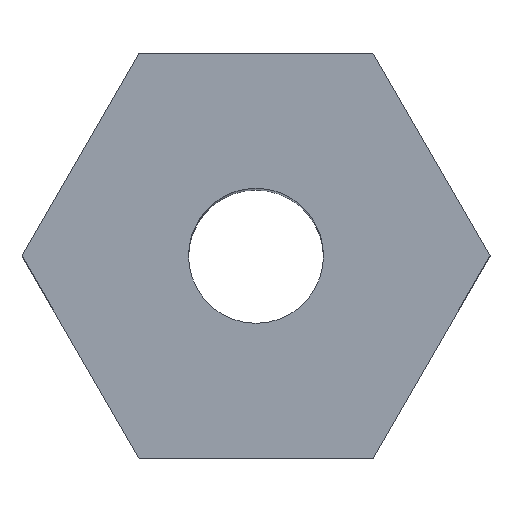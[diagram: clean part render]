
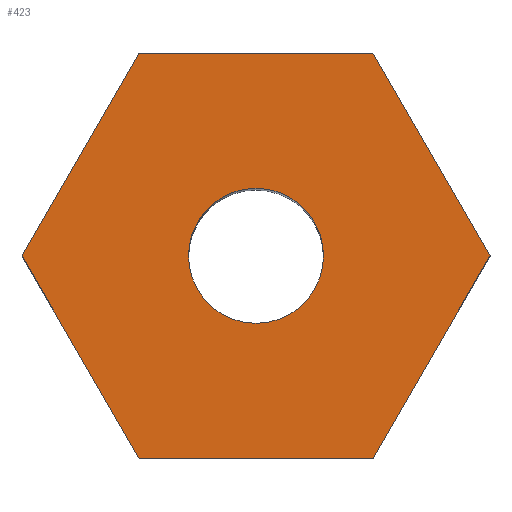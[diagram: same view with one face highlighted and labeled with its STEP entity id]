
A CAD part, top view. The second image highlights one B-rep face of the part: STEP entity #423.
In plain terms, the highlighted planar face has unit normal (0, 0, 1).
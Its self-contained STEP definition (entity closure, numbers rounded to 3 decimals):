
#19 = EDGE_LOOP ( 'NONE', ( #612, #173 ) ) ;
#22 = DIRECTION ( 'NONE',  ( -1., 0., 0. ) ) ;
#25 = VERTEX_POINT ( 'NONE', #540 ) ;
#27 = CIRCLE ( 'NONE', #108, 2. ) ;
#32 = VERTEX_POINT ( 'NONE', #104 ) ;
#38 = EDGE_CURVE ( 'NONE', #355, #433, #41, .T. ) ;
#41 = LINE ( 'NONE', #488, #491 ) ;
#57 = CIRCLE ( 'NONE', #254, 2. ) ;
#75 = DIRECTION ( 'NONE',  ( 0., 0., -1. ) ) ;
#87 = DIRECTION ( 'NONE',  ( -1., 0., 0. ) ) ;
#104 = CARTESIAN_POINT ( 'NONE',  ( 6.928, 0., 6. ) ) ;
#105 = VERTEX_POINT ( 'NONE', #193 ) ;
#106 = CARTESIAN_POINT ( 'NONE',  ( -3.464, 6., 6. ) ) ;
#108 = AXIS2_PLACEMENT_3D ( 'NONE', #376, #75, #236 ) ;
#120 = CARTESIAN_POINT ( 'NONE',  ( 0., 0., 6. ) ) ;
#133 = CARTESIAN_POINT ( 'NONE',  ( -2., 0., 6. ) ) ;
#138 = LINE ( 'NONE', #199, #374 ) ;
#156 = LINE ( 'NONE', #458, #285 ) ;
#173 = ORIENTED_EDGE ( 'NONE', *, *, #198, .T. ) ;
#193 = CARTESIAN_POINT ( 'NONE',  ( 3.464, 6., 6. ) ) ;
#194 = DIRECTION ( 'NONE',  ( -0.5, -0.866, 0. ) ) ;
#198 = EDGE_CURVE ( 'NONE', #25, #307, #57, .T. ) ;
#199 = CARTESIAN_POINT ( 'NONE',  ( 6.928, 0., 6. ) ) ;
#207 = DIRECTION ( 'NONE',  ( 0.5, -0.866, 0. ) ) ;
#235 = ORIENTED_EDGE ( 'NONE', *, *, #239, .T. ) ;
#236 = DIRECTION ( 'NONE',  ( -1., 0., 0. ) ) ;
#239 = EDGE_CURVE ( 'NONE', #407, #355, #156, .T. ) ;
#243 = AXIS2_PLACEMENT_3D ( 'NONE', #425, #367, #627 ) ;
#254 = AXIS2_PLACEMENT_3D ( 'NONE', #120, #500, #22 ) ;
#258 = VERTEX_POINT ( 'NONE', #106 ) ;
#278 = FACE_BOUND ( 'NONE', #19, .T. ) ;
#285 = VECTOR ( 'NONE', #207, 1000. ) ;
#286 = PLANE ( 'NONE',  #243 ) ;
#289 = DIRECTION ( 'NONE',  ( -0.5, 0.866, 0. ) ) ;
#307 = VERTEX_POINT ( 'NONE', #133 ) ;
#336 = LINE ( 'NONE', #574, #589 ) ;
#355 = VERTEX_POINT ( 'NONE', #509 ) ;
#356 = EDGE_CURVE ( 'NONE', #307, #25, #27, .T. ) ;
#367 = DIRECTION ( 'NONE',  ( 0., 0., 1. ) ) ;
#374 = VECTOR ( 'NONE', #289, 1000. ) ;
#376 = CARTESIAN_POINT ( 'NONE',  ( 0., 0., 6. ) ) ;
#378 = CARTESIAN_POINT ( 'NONE',  ( 3.464, -6., 6. ) ) ;
#379 = LINE ( 'NONE', #529, #396 ) ;
#396 = VECTOR ( 'NONE', #194, 1000. ) ;
#407 = VERTEX_POINT ( 'NONE', #422 ) ;
#414 = EDGE_CURVE ( 'NONE', #105, #258, #424, .T. ) ;
#422 = CARTESIAN_POINT ( 'NONE',  ( -6.928, 0., 6. ) ) ;
#423 = ADVANCED_FACE ( 'NONE', ( #278, #462 ), #286, .T. ) ;
#424 = LINE ( 'NONE', #625, #514 ) ;
#425 = CARTESIAN_POINT ( 'NONE',  ( 0., 0., 6. ) ) ;
#433 = VERTEX_POINT ( 'NONE', #378 ) ;
#438 = ORIENTED_EDGE ( 'NONE', *, *, #38, .T. ) ;
#457 = EDGE_LOOP ( 'NONE', ( #506, #235, #438, #538, #463, #504 ) ) ;
#458 = CARTESIAN_POINT ( 'NONE',  ( -6.928, 0., 6. ) ) ;
#462 = FACE_OUTER_BOUND ( 'NONE', #457, .T. ) ;
#463 = ORIENTED_EDGE ( 'NONE', *, *, #469, .T. ) ;
#469 = EDGE_CURVE ( 'NONE', #32, #105, #138, .T. ) ;
#484 = EDGE_CURVE ( 'NONE', #433, #32, #336, .T. ) ;
#488 = CARTESIAN_POINT ( 'NONE',  ( -3.464, -6., 6. ) ) ;
#491 = VECTOR ( 'NONE', #527, 1000. ) ;
#500 = DIRECTION ( 'NONE',  ( 0., 0., -1. ) ) ;
#504 = ORIENTED_EDGE ( 'NONE', *, *, #414, .T. ) ;
#506 = ORIENTED_EDGE ( 'NONE', *, *, #575, .T. ) ;
#509 = CARTESIAN_POINT ( 'NONE',  ( -3.464, -6., 6. ) ) ;
#514 = VECTOR ( 'NONE', #87, 1000. ) ;
#527 = DIRECTION ( 'NONE',  ( 1., 0., 0. ) ) ;
#529 = CARTESIAN_POINT ( 'NONE',  ( -3.464, 6., 6. ) ) ;
#538 = ORIENTED_EDGE ( 'NONE', *, *, #484, .T. ) ;
#540 = CARTESIAN_POINT ( 'NONE',  ( 2., 0., 6. ) ) ;
#574 = CARTESIAN_POINT ( 'NONE',  ( 3.464, -6., 6. ) ) ;
#575 = EDGE_CURVE ( 'NONE', #258, #407, #379, .T. ) ;
#589 = VECTOR ( 'NONE', #590, 1000. ) ;
#590 = DIRECTION ( 'NONE',  ( 0.5, 0.866, 0. ) ) ;
#612 = ORIENTED_EDGE ( 'NONE', *, *, #356, .T. ) ;
#625 = CARTESIAN_POINT ( 'NONE',  ( 3.464, 6., 6. ) ) ;
#627 = DIRECTION ( 'NONE',  ( 1., 0., 0. ) ) ;
